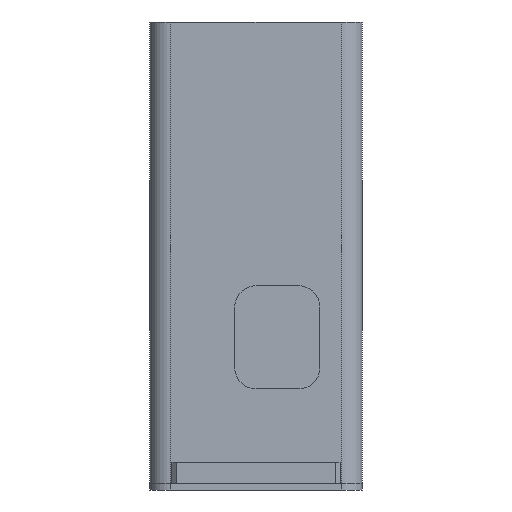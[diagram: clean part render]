
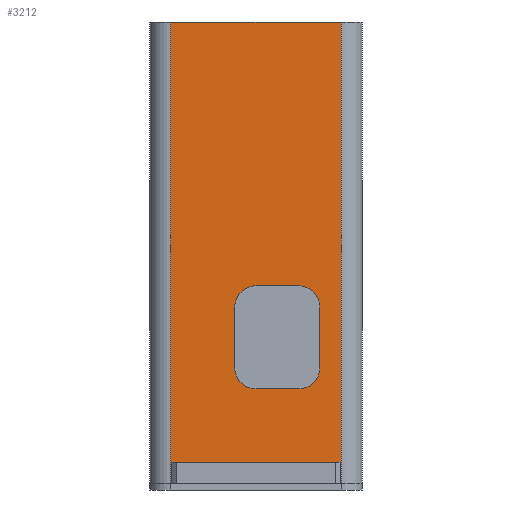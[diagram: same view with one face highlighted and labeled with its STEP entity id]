
A CAD part, left-side view. The second image highlights one B-rep face of the part: STEP entity #3212.
In plain terms, the highlighted planar face has unit normal (-1, 0, 0).
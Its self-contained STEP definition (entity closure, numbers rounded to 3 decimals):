
#33=FACE_BOUND('',#391,.T.);
#56=PLANE('',#3398);
#211=FACE_OUTER_BOUND('',#390,.T.);
#390=EDGE_LOOP('',(#2392,#2393,#2394,#2395));
#391=EDGE_LOOP('',(#2396,#2397,#2398,#2399,#2400,#2401,#2402,#2403));
#565=LINE('',#4398,#1009);
#611=LINE('',#4491,#1055);
#678=LINE('',#4635,#1122);
#679=LINE('',#4638,#1123);
#680=LINE('',#4641,#1124);
#681=LINE('',#4645,#1125);
#682=LINE('',#4649,#1126);
#683=LINE('',#4653,#1127);
#1009=VECTOR('',#3578,10.);
#1055=VECTOR('',#3628,10.);
#1122=VECTOR('',#3715,10.);
#1123=VECTOR('',#3720,10.);
#1124=VECTOR('',#3721,10.);
#1125=VECTOR('',#3724,10.);
#1126=VECTOR('',#3727,10.);
#1127=VECTOR('',#3730,10.);
#1460=CIRCLE('',#3399,2.);
#1461=CIRCLE('',#3400,2.);
#1462=CIRCLE('',#3401,2.);
#1463=CIRCLE('',#3402,2.);
#1476=VERTEX_POINT('',#4391);
#1479=VERTEX_POINT('',#4396);
#1524=VERTEX_POINT('',#4490);
#1591=VERTEX_POINT('',#4634);
#1592=VERTEX_POINT('',#4639);
#1593=VERTEX_POINT('',#4640);
#1594=VERTEX_POINT('',#4642);
#1595=VERTEX_POINT('',#4644);
#1596=VERTEX_POINT('',#4646);
#1597=VERTEX_POINT('',#4648);
#1598=VERTEX_POINT('',#4650);
#1599=VERTEX_POINT('',#4652);
#1791=EDGE_CURVE('',#1479,#1476,#565,.T.);
#1837=EDGE_CURVE('',#1476,#1524,#611,.T.);
#1909=EDGE_CURVE('',#1524,#1591,#678,.T.);
#1911=EDGE_CURVE('',#1479,#1591,#679,.T.);
#1912=EDGE_CURVE('',#1592,#1593,#680,.T.);
#1913=EDGE_CURVE('',#1594,#1593,#1460,.T.);
#1914=EDGE_CURVE('',#1594,#1595,#681,.T.);
#1915=EDGE_CURVE('',#1596,#1595,#1461,.T.);
#1916=EDGE_CURVE('',#1596,#1597,#682,.T.);
#1917=EDGE_CURVE('',#1598,#1597,#1462,.T.);
#1918=EDGE_CURVE('',#1598,#1599,#683,.T.);
#1919=EDGE_CURVE('',#1592,#1599,#1463,.T.);
#2392=ORIENTED_EDGE('',*,*,#1791,.F.);
#2393=ORIENTED_EDGE('',*,*,#1911,.T.);
#2394=ORIENTED_EDGE('',*,*,#1909,.F.);
#2395=ORIENTED_EDGE('',*,*,#1837,.F.);
#2396=ORIENTED_EDGE('',*,*,#1912,.T.);
#2397=ORIENTED_EDGE('',*,*,#1913,.F.);
#2398=ORIENTED_EDGE('',*,*,#1914,.T.);
#2399=ORIENTED_EDGE('',*,*,#1915,.F.);
#2400=ORIENTED_EDGE('',*,*,#1916,.T.);
#2401=ORIENTED_EDGE('',*,*,#1917,.F.);
#2402=ORIENTED_EDGE('',*,*,#1918,.T.);
#2403=ORIENTED_EDGE('',*,*,#1919,.F.);
#3212=ADVANCED_FACE('',(#211,#33),#56,.T.);
#3398=AXIS2_PLACEMENT_3D('',#4637,#3718,#3719);
#3399=AXIS2_PLACEMENT_3D('',#4643,#3722,#3723);
#3400=AXIS2_PLACEMENT_3D('',#4647,#3725,#3726);
#3401=AXIS2_PLACEMENT_3D('',#4651,#3728,#3729);
#3402=AXIS2_PLACEMENT_3D('',#4654,#3731,#3732);
#3578=DIRECTION('',(0.,0.,1.));
#3628=DIRECTION('',(0.,-1.,0.));
#3715=DIRECTION('',(0.,0.,-1.));
#3718=DIRECTION('center_axis',(-1.,0.,0.));
#3719=DIRECTION('ref_axis',(0.,-1.,0.));
#3720=DIRECTION('',(0.,-1.,0.));
#3721=DIRECTION('',(0.,0.,-1.));
#3722=DIRECTION('center_axis',(-1.,0.,0.));
#3723=DIRECTION('ref_axis',(0.,-0.707,-0.707));
#3724=DIRECTION('',(0.,1.,0.));
#3725=DIRECTION('center_axis',(-1.,0.,0.));
#3726=DIRECTION('ref_axis',(0.,0.707,-0.707));
#3727=DIRECTION('',(0.,0.,1.));
#3728=DIRECTION('center_axis',(-1.,0.,0.));
#3729=DIRECTION('ref_axis',(0.,0.707,0.707));
#3730=DIRECTION('',(0.,-1.,0.));
#3731=DIRECTION('center_axis',(-1.,0.,0.));
#3732=DIRECTION('ref_axis',(0.,-0.707,0.707));
#4391=CARTESIAN_POINT('',(0.,18.,44.));
#4396=CARTESIAN_POINT('',(0.,18.,0.));
#4398=CARTESIAN_POINT('',(0.,18.,0.));
#4490=CARTESIAN_POINT('',(0.,2.,44.));
#4491=CARTESIAN_POINT('',(0.,20.,44.));
#4634=CARTESIAN_POINT('',(0.,2.,0.));
#4635=CARTESIAN_POINT('',(0.,2.,0.));
#4637=CARTESIAN_POINT('Origin',(0.,20.,0.));
#4638=CARTESIAN_POINT('',(0.,20.,0.));
#4639=CARTESIAN_POINT('',(0.,4.,17.2));
#4640=CARTESIAN_POINT('',(0.,4.,11.5));
#4641=CARTESIAN_POINT('',(0.,4.,9.6));
#4642=CARTESIAN_POINT('',(0.,6.,9.5));
#4643=CARTESIAN_POINT('Origin',(0.,6.,11.5));
#4644=CARTESIAN_POINT('',(0.,10.,9.5));
#4645=CARTESIAN_POINT('',(0.,12.,9.5));
#4646=CARTESIAN_POINT('',(0.,12.,11.5));
#4647=CARTESIAN_POINT('Origin',(0.,10.,11.5));
#4648=CARTESIAN_POINT('',(0.,12.,17.2));
#4649=CARTESIAN_POINT('',(0.,12.,4.75));
#4650=CARTESIAN_POINT('',(0.,10.,19.2));
#4651=CARTESIAN_POINT('Origin',(0.,10.,17.2));
#4652=CARTESIAN_POINT('',(0.,6.,19.2));
#4653=CARTESIAN_POINT('',(0.,16.,19.2));
#4654=CARTESIAN_POINT('Origin',(0.,6.,17.2));
